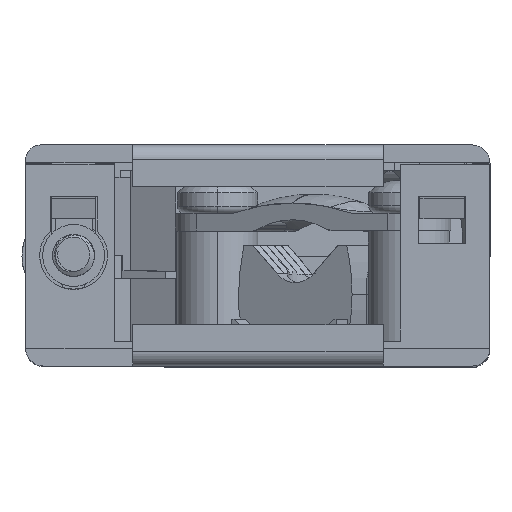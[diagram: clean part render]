
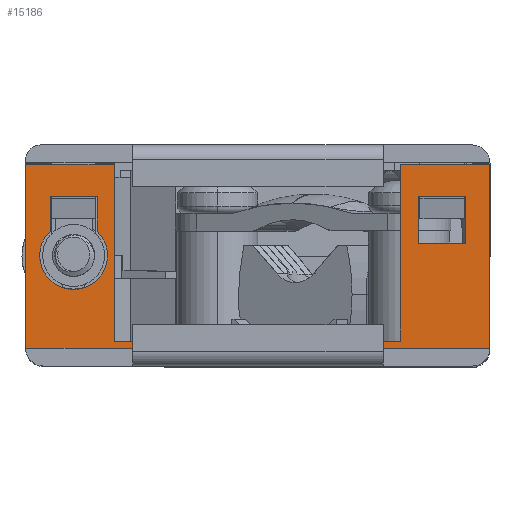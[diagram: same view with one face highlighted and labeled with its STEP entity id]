
A CAD part, top view. The second image highlights one B-rep face of the part: STEP entity #15186.
In plain terms, the highlighted planar face has unit normal (0, 0, 1).
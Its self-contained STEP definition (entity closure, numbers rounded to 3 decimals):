
#139 = EDGE_CURVE ( 'NONE', #10163, #7129, #13630, .T. ) ;
#286 = DIRECTION ( 'NONE',  ( 1., 0., 0. ) ) ;
#481 = ORIENTED_EDGE ( 'NONE', *, *, #22081, .F. ) ;
#682 = AXIS2_PLACEMENT_3D ( 'NONE', #22029, #6634, #1227 ) ;
#1227 = DIRECTION ( 'NONE',  ( 1., 0., 0. ) ) ;
#1272 = EDGE_CURVE ( 'NONE', #12535, #5546, #9352, .T. ) ;
#1411 = CARTESIAN_POINT ( 'NONE',  ( 10.9, 11.5, -3. ) ) ;
#1575 = DIRECTION ( 'NONE',  ( 0., -1., 0. ) ) ;
#1742 = ORIENTED_EDGE ( 'NONE', *, *, #1272, .F. ) ;
#2092 = CARTESIAN_POINT ( 'NONE',  ( -15.75, 1.2, -3. ) ) ;
#2255 = DIRECTION ( 'NONE',  ( 1., 0., 0. ) ) ;
#2502 = ORIENTED_EDGE ( 'NONE', *, *, #11030, .F. ) ;
#2579 = VECTOR ( 'NONE', #24897, 1000. ) ;
#2658 = EDGE_CURVE ( 'NONE', #18321, #11318, #2692, .T. ) ;
#2692 = LINE ( 'NONE', #10458, #3218 ) ;
#2716 = VECTOR ( 'NONE', #3873, 1000. ) ;
#3218 = VECTOR ( 'NONE', #14397, 1000. ) ;
#3227 = EDGE_LOOP ( 'NONE', ( #23278, #13584, #15370, #21852, #14012, #481 ) ) ;
#3367 = ORIENTED_EDGE ( 'NONE', *, *, #5702, .F. ) ;
#3402 = CIRCLE ( 'NONE', #13087, 2.3 ) ;
#3416 = CIRCLE ( 'NONE', #21714, 2.3 ) ;
#3510 = CARTESIAN_POINT ( 'NONE',  ( -14.8, 7.5, -3. ) ) ;
#3587 = LINE ( 'NONE', #1411, #14176 ) ;
#3592 = FACE_BOUND ( 'NONE', #7739, .T. ) ;
#3674 = EDGE_CURVE ( 'NONE', #7102, #6773, #17356, .T. ) ;
#3873 = DIRECTION ( 'NONE',  ( 0., -1., 0. ) ) ;
#4051 = VERTEX_POINT ( 'NONE', #11215 ) ;
#4154 = ORIENTED_EDGE ( 'NONE', *, *, #10150, .F. ) ;
#4188 = DIRECTION ( 'NONE',  ( 0., 0., 1. ) ) ;
#4334 = VECTOR ( 'NONE', #20045, 1000. ) ;
#4898 = VECTOR ( 'NONE', #21298, 1000. ) ;
#4905 = DIRECTION ( 'NONE',  ( 0., 1., 0. ) ) ;
#5252 = DIRECTION ( 'NONE',  ( -1., 0., 0. ) ) ;
#5546 = VERTEX_POINT ( 'NONE', #17794 ) ;
#5702 = EDGE_CURVE ( 'NONE', #18570, #7102, #22252, .T. ) ;
#5872 = ORIENTED_EDGE ( 'NONE', *, *, #13995, .F. ) ;
#5940 = DIRECTION ( 'NONE',  ( -1., 0., 0. ) ) ;
#6222 = DIRECTION ( 'NONE',  ( 0., 1., 0. ) ) ;
#6308 = CARTESIAN_POINT ( 'NONE',  ( 9.65, 13.7, -3. ) ) ;
#6634 = DIRECTION ( 'NONE',  ( 0., 0., 1. ) ) ;
#6733 = CARTESIAN_POINT ( 'NONE',  ( 9.65, 1.7, -3. ) ) ;
#6773 = VERTEX_POINT ( 'NONE', #23060 ) ;
#6824 = EDGE_CURVE ( 'NONE', #5546, #23761, #17923, .T. ) ;
#7102 = VERTEX_POINT ( 'NONE', #6308 ) ;
#7129 = VERTEX_POINT ( 'NONE', #21579 ) ;
#7544 = PLANE ( 'NONE',  #13127 ) ;
#7664 = DIRECTION ( 'NONE',  ( -1., 0., 0. ) ) ;
#7739 = EDGE_LOOP ( 'NONE', ( #16918, #4154, #5872, #20105 ) ) ;
#7763 = DIRECTION ( 'NONE',  ( 0., 1., 0. ) ) ;
#7775 = VERTEX_POINT ( 'NONE', #19077 ) ;
#8307 = CARTESIAN_POINT ( 'NONE',  ( -9.75, 13.7, -3. ) ) ;
#8607 = ORIENTED_EDGE ( 'NONE', *, *, #17551, .T. ) ;
#8976 = CARTESIAN_POINT ( 'NONE',  ( 10.9, 11.5, -3. ) ) ;
#9060 = DIRECTION ( 'NONE',  ( 0., 0., -1. ) ) ;
#9205 = VERTEX_POINT ( 'NONE', #20566 ) ;
#9346 = LINE ( 'NONE', #8976, #10033 ) ;
#9352 = LINE ( 'NONE', #9606, #2579 ) ;
#9410 = CARTESIAN_POINT ( 'NONE',  ( 15.75, 1.2, -3. ) ) ;
#9606 = CARTESIAN_POINT ( 'NONE',  ( -15.75, 1.2, -3. ) ) ;
#10033 = VECTOR ( 'NONE', #1575, 1000. ) ;
#10148 = CARTESIAN_POINT ( 'NONE',  ( -9.75, 13.7, -3. ) ) ;
#10150 = EDGE_CURVE ( 'NONE', #17704, #18321, #9346, .T. ) ;
#10163 = VERTEX_POINT ( 'NONE', #24889 ) ;
#10458 = CARTESIAN_POINT ( 'NONE',  ( 10.9, 8.3, -3. ) ) ;
#10556 = DIRECTION ( 'NONE',  ( 0., -1., 0. ) ) ;
#10650 = EDGE_CURVE ( 'NONE', #23819, #15680, #17370, .T. ) ;
#11030 = EDGE_CURVE ( 'NONE', #11845, #18570, #16622, .T. ) ;
#11215 = CARTESIAN_POINT ( 'NONE',  ( -14.1, 9.152, -3. ) ) ;
#11318 = VERTEX_POINT ( 'NONE', #17869 ) ;
#11374 = EDGE_CURVE ( 'NONE', #23761, #11845, #19777, .T. ) ;
#11475 = CARTESIAN_POINT ( 'NONE',  ( -15.75, 1.2, -3. ) ) ;
#11496 = VECTOR ( 'NONE', #4905, 1000. ) ;
#11733 = VECTOR ( 'NONE', #5940, 1000. ) ;
#11776 = DIRECTION ( 'NONE',  ( 0., 0., 1. ) ) ;
#11845 = VERTEX_POINT ( 'NONE', #21131 ) ;
#12535 = VERTEX_POINT ( 'NONE', #23451 ) ;
#13087 = AXIS2_PLACEMENT_3D ( 'NONE', #23659, #4188, #17686 ) ;
#13127 = AXIS2_PLACEMENT_3D ( 'NONE', #11475, #9060, #7664 ) ;
#13191 = EDGE_CURVE ( 'NONE', #7775, #12535, #17889, .T. ) ;
#13517 = CARTESIAN_POINT ( 'NONE',  ( 9.65, 13.7, -3. ) ) ;
#13584 = ORIENTED_EDGE ( 'NONE', *, *, #14745, .F. ) ;
#13630 = LINE ( 'NONE', #19869, #21328 ) ;
#13875 = DIRECTION ( 'NONE',  ( -1., 0., 0. ) ) ;
#13995 = EDGE_CURVE ( 'NONE', #9205, #17704, #3587, .T. ) ;
#14012 = ORIENTED_EDGE ( 'NONE', *, *, #17746, .F. ) ;
#14102 = CARTESIAN_POINT ( 'NONE',  ( 10.9, 11.5, -3. ) ) ;
#14176 = VECTOR ( 'NONE', #5252, 1000. ) ;
#14216 = DIRECTION ( 'NONE',  ( 0., 1., 0. ) ) ;
#14357 = LINE ( 'NONE', #22268, #18848 ) ;
#14397 = DIRECTION ( 'NONE',  ( 1., 0., 0. ) ) ;
#14442 = LINE ( 'NONE', #14691, #11496 ) ;
#14518 = CARTESIAN_POINT ( 'NONE',  ( 9.65, 1.7, -3. ) ) ;
#14538 = ORIENTED_EDGE ( 'NONE', *, *, #3674, .F. ) ;
#14691 = CARTESIAN_POINT ( 'NONE',  ( -10.9, 11.5, -3. ) ) ;
#14745 = EDGE_CURVE ( 'NONE', #15680, #10163, #14442, .T. ) ;
#15043 = FACE_BOUND ( 'NONE', #3227, .T. ) ;
#15176 = VECTOR ( 'NONE', #14216, 1000. ) ;
#15186 = ADVANCED_FACE ( 'NONE', ( #3592, #15043, #18989 ), #7544, .F. ) ;
#15261 = CARTESIAN_POINT ( 'NONE',  ( -10.9, 9.152, -3. ) ) ;
#15370 = ORIENTED_EDGE ( 'NONE', *, *, #10650, .F. ) ;
#15515 = LINE ( 'NONE', #23657, #21738 ) ;
#15680 = VERTEX_POINT ( 'NONE', #15261 ) ;
#16449 = EDGE_LOOP ( 'NONE', ( #2502, #20337, #20848, #1742, #19561, #8607, #14538, #3367 ) ) ;
#16622 = LINE ( 'NONE', #21970, #4334 ) ;
#16918 = ORIENTED_EDGE ( 'NONE', *, *, #2658, .F. ) ;
#16945 = EDGE_CURVE ( 'NONE', #11318, #9205, #15515, .T. ) ;
#17348 = CARTESIAN_POINT ( 'NONE',  ( 10.9, 8.3, -3. ) ) ;
#17356 = LINE ( 'NONE', #13517, #4898 ) ;
#17370 = CIRCLE ( 'NONE', #682, 2.3 ) ;
#17416 = VECTOR ( 'NONE', #2255, 1000. ) ;
#17551 = EDGE_CURVE ( 'NONE', #7775, #6773, #19209, .T. ) ;
#17686 = DIRECTION ( 'NONE',  ( 1., 0., 0. ) ) ;
#17704 = VERTEX_POINT ( 'NONE', #14102 ) ;
#17746 = EDGE_CURVE ( 'NONE', #4051, #19333, #3402, .T. ) ;
#17794 = CARTESIAN_POINT ( 'NONE',  ( -15.75, 13.7, -3. ) ) ;
#17869 = CARTESIAN_POINT ( 'NONE',  ( 14.1, 8.3, -3. ) ) ;
#17889 = LINE ( 'NONE', #2092, #11733 ) ;
#17923 = LINE ( 'NONE', #10148, #17416 ) ;
#18321 = VERTEX_POINT ( 'NONE', #17348 ) ;
#18570 = VERTEX_POINT ( 'NONE', #14518 ) ;
#18848 = VECTOR ( 'NONE', #10556, 1000. ) ;
#18989 = FACE_OUTER_BOUND ( 'NONE', #16449, .T. ) ;
#19077 = CARTESIAN_POINT ( 'NONE',  ( 15.75, 1.2, -3. ) ) ;
#19209 = LINE ( 'NONE', #9410, #24156 ) ;
#19333 = VERTEX_POINT ( 'NONE', #3510 ) ;
#19528 = CARTESIAN_POINT ( 'NONE',  ( -10.2, 7.5, -3. ) ) ;
#19561 = ORIENTED_EDGE ( 'NONE', *, *, #13191, .F. ) ;
#19777 = LINE ( 'NONE', #21318, #2716 ) ;
#19869 = CARTESIAN_POINT ( 'NONE',  ( -10.9, 11.5, -3. ) ) ;
#20045 = DIRECTION ( 'NONE',  ( 1., 0., 0. ) ) ;
#20105 = ORIENTED_EDGE ( 'NONE', *, *, #16945, .F. ) ;
#20337 = ORIENTED_EDGE ( 'NONE', *, *, #11374, .F. ) ;
#20566 = CARTESIAN_POINT ( 'NONE',  ( 14.1, 11.5, -3. ) ) ;
#20848 = ORIENTED_EDGE ( 'NONE', *, *, #6824, .F. ) ;
#21131 = CARTESIAN_POINT ( 'NONE',  ( -9.75, 1.7, -3. ) ) ;
#21298 = DIRECTION ( 'NONE',  ( 1., 0., 0. ) ) ;
#21318 = CARTESIAN_POINT ( 'NONE',  ( -9.75, 13.7, -3. ) ) ;
#21328 = VECTOR ( 'NONE', #13875, 1000. ) ;
#21579 = CARTESIAN_POINT ( 'NONE',  ( -14.1, 11.5, -3. ) ) ;
#21714 = AXIS2_PLACEMENT_3D ( 'NONE', #23485, #11776, #286 ) ;
#21738 = VECTOR ( 'NONE', #6222, 1000. ) ;
#21852 = ORIENTED_EDGE ( 'NONE', *, *, #22340, .F. ) ;
#21970 = CARTESIAN_POINT ( 'NONE',  ( 9.65, 1.7, -3. ) ) ;
#22029 = CARTESIAN_POINT ( 'NONE',  ( -12.5, 7.5, -3. ) ) ;
#22081 = EDGE_CURVE ( 'NONE', #7129, #4051, #14357, .T. ) ;
#22252 = LINE ( 'NONE', #6733, #15176 ) ;
#22268 = CARTESIAN_POINT ( 'NONE',  ( -14.1, 11.5, -3. ) ) ;
#22340 = EDGE_CURVE ( 'NONE', #19333, #23819, #3416, .T. ) ;
#23060 = CARTESIAN_POINT ( 'NONE',  ( 15.75, 13.7, -3. ) ) ;
#23278 = ORIENTED_EDGE ( 'NONE', *, *, #139, .F. ) ;
#23451 = CARTESIAN_POINT ( 'NONE',  ( -15.75, 1.2, -3. ) ) ;
#23485 = CARTESIAN_POINT ( 'NONE',  ( -12.5, 7.5, -3. ) ) ;
#23657 = CARTESIAN_POINT ( 'NONE',  ( 14.1, 11.5, -3. ) ) ;
#23659 = CARTESIAN_POINT ( 'NONE',  ( -12.5, 7.5, -3. ) ) ;
#23761 = VERTEX_POINT ( 'NONE', #8307 ) ;
#23819 = VERTEX_POINT ( 'NONE', #19528 ) ;
#24156 = VECTOR ( 'NONE', #7763, 1000. ) ;
#24889 = CARTESIAN_POINT ( 'NONE',  ( -10.9, 11.5, -3. ) ) ;
#24897 = DIRECTION ( 'NONE',  ( 0., 1., 0. ) ) ;
